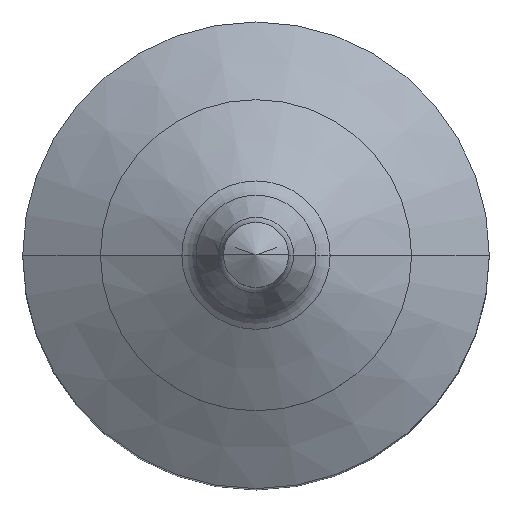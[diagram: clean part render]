
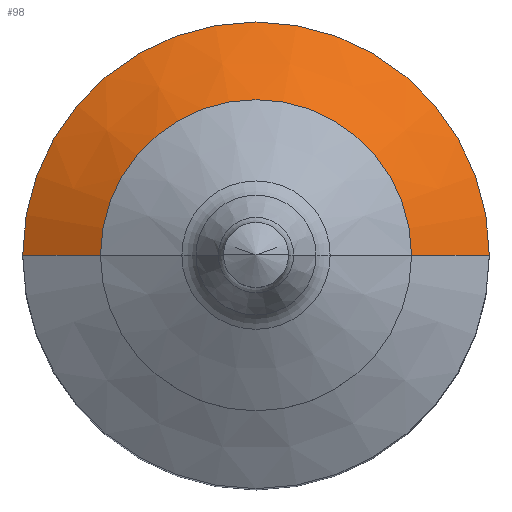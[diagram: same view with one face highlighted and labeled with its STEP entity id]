
A CAD part, top view. The second image highlights one B-rep face of the part: STEP entity #98.
In plain terms, the highlighted conical face has half-angle 60 degrees and reference radius 4 mm.
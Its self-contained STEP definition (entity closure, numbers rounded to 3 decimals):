
#58 = ORIENTED_EDGE ( 'NONE', *, *, #91, .T. ) ;
#59 = EDGE_CURVE ( 'NONE', #97, #67, #526, .T. ) ;
#60 = ORIENTED_EDGE ( 'NONE', *, *, #59, .T. ) ;
#61 = EDGE_LOOP ( 'NONE', ( #58, #60, #99, #116 ) ) ;
#67 = VERTEX_POINT ( 'NONE', #528 ) ;
#89 = EDGE_CURVE ( 'NONE', #109, #67, #456, .T. ) ;
#91 = EDGE_CURVE ( 'NONE', #96, #97, #582, .T. ) ;
#96 = VERTEX_POINT ( 'NONE', #574 ) ;
#97 = VERTEX_POINT ( 'NONE', #448 ) ;
#98 = ADVANCED_FACE ( 'NONE', ( #567 ), #575, .T. ) ;
#99 = ORIENTED_EDGE ( 'NONE', *, *, #89, .F. ) ;
#109 = VERTEX_POINT ( 'NONE', #493 ) ;
#114 = EDGE_CURVE ( 'NONE', #96, #109, #599, .T. ) ;
#116 = ORIENTED_EDGE ( 'NONE', *, *, #114, .F. ) ;
#448 = CARTESIAN_POINT ( 'NONE',  ( 4., 0., 51.723 ) ) ;
#449 = AXIS2_PLACEMENT_3D ( 'NONE', #581, #576, #450 ) ;
#450 = DIRECTION ( 'NONE',  ( -1., 0., 0. ) ) ;
#456 = CIRCLE ( 'NONE', #474, 6. ) ;
#458 = AXIS2_PLACEMENT_3D ( 'NONE', #580, #573, #572 ) ;
#465 = CARTESIAN_POINT ( 'NONE',  ( 0., 0., 50.568 ) ) ;
#474 = AXIS2_PLACEMENT_3D ( 'NONE', #465, #579, #578 ) ;
#493 = CARTESIAN_POINT ( 'NONE',  ( -6., 0., 50.568 ) ) ;
#523 = DIRECTION ( 'NONE',  ( 0.866, 0., -0.5 ) ) ;
#524 = VECTOR ( 'NONE', #523, 1000. ) ;
#525 = CARTESIAN_POINT ( 'NONE',  ( 4., 0., 51.723 ) ) ;
#526 = LINE ( 'NONE', #525, #524 ) ;
#528 = CARTESIAN_POINT ( 'NONE',  ( 6., 0., 50.568 ) ) ;
#567 = FACE_OUTER_BOUND ( 'NONE', #61, .T. ) ;
#572 = DIRECTION ( 'NONE',  ( -1., 0., 0. ) ) ;
#573 = DIRECTION ( 'NONE',  ( 0., 0., -1. ) ) ;
#574 = CARTESIAN_POINT ( 'NONE',  ( -4., 0., 51.723 ) ) ;
#575 = CONICAL_SURFACE ( 'NONE', #449, 4., 1.047 ) ;
#576 = DIRECTION ( 'NONE',  ( 0., 0., -1. ) ) ;
#578 = DIRECTION ( 'NONE',  ( -1., 0., 0. ) ) ;
#579 = DIRECTION ( 'NONE',  ( 0., 0., -1. ) ) ;
#580 = CARTESIAN_POINT ( 'NONE',  ( 0., 0., 51.723 ) ) ;
#581 = CARTESIAN_POINT ( 'NONE',  ( 0., 0., 51.723 ) ) ;
#582 = CIRCLE ( 'NONE', #458, 4. ) ;
#596 = DIRECTION ( 'NONE',  ( -0.866, 0., -0.5 ) ) ;
#597 = VECTOR ( 'NONE', #596, 1000. ) ;
#598 = CARTESIAN_POINT ( 'NONE',  ( -4., 0., 51.723 ) ) ;
#599 = LINE ( 'NONE', #598, #597 ) ;
